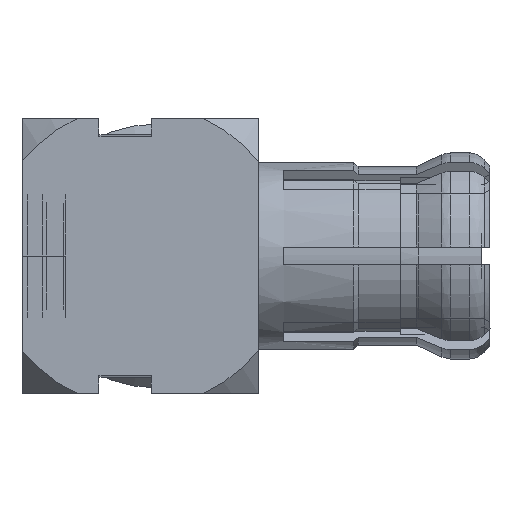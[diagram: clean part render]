
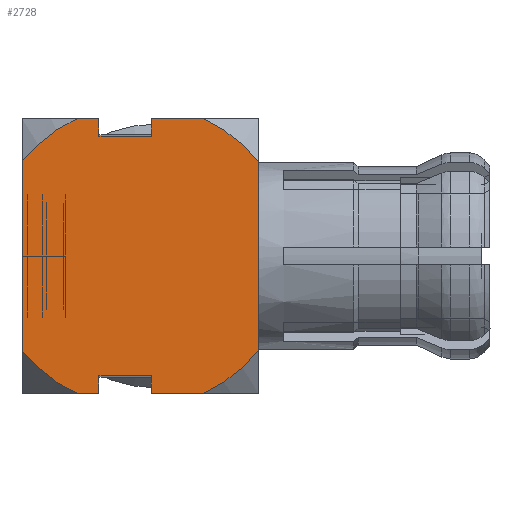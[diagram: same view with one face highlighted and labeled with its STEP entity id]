
A CAD part, left-side view. The second image highlights one B-rep face of the part: STEP entity #2728.
In plain terms, the highlighted face is planar.
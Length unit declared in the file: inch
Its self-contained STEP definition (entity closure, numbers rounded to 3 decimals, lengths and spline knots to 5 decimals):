
#45 = EDGE_CURVE ( 'NONE', #2281, #9301, #6900, .T. ) ;
#132 = EDGE_CURVE ( 'NONE', #7863, #4199, #10370, .T. ) ;
#366 = AXIS2_PLACEMENT_3D ( 'NONE', #7780, #11917, #2387 ) ;
#417 = DIRECTION ( 'NONE',  ( 0., 1., 0. ) ) ;
#490 = DIRECTION ( 'NONE',  ( 0., 0., -1. ) ) ;
#581 = VECTOR ( 'NONE', #8274, 39.37008 ) ;
#620 = CARTESIAN_POINT ( 'NONE',  ( 0.00394, 0.09843, 0.08563 ) ) ;
#770 = CARTESIAN_POINT ( 'NONE',  ( 0.04134, 0.09843, 0.08563 ) ) ;
#812 = EDGE_CURVE ( 'NONE', #12767, #2281, #9142, .T. ) ;
#988 = ORIENTED_EDGE ( 'NONE', *, *, #132, .F. ) ;
#1028 = DIRECTION ( 'NONE',  ( 0., 0., -1. ) ) ;
#1175 = ORIENTED_EDGE ( 'NONE', *, *, #9248, .T. ) ;
#1184 = DIRECTION ( 'NONE',  ( 0., 1., 0. ) ) ;
#1194 = DIRECTION ( 'NONE',  ( 0., 1., 0. ) ) ;
#1237 = EDGE_CURVE ( 'NONE', #11766, #10608, #1845, .T. ) ;
#1570 = LINE ( 'NONE', #3688, #8277 ) ;
#1746 = VERTEX_POINT ( 'NONE', #10293 ) ;
#1845 = CIRCLE ( 'NONE', #12743, 0.10827 ) ;
#1890 = DIRECTION ( 'NONE',  ( 0., 1., 0. ) ) ;
#1988 = VECTOR ( 'NONE', #2923, 39.37008 ) ;
#2013 = CARTESIAN_POINT ( 'NONE',  ( 0.09646, 0.09843, -0.09843 ) ) ;
#2043 = EDGE_CURVE ( 'NONE', #8876, #4199, #5795, .T. ) ;
#2091 = AXIS2_PLACEMENT_3D ( 'NONE', #4773, #1890, #5993 ) ;
#2102 = CARTESIAN_POINT ( 'NONE',  ( 0.00394, 0.09843, -0.09843 ) ) ;
#2281 = VERTEX_POINT ( 'NONE', #5761 ) ;
#2327 = ORIENTED_EDGE ( 'NONE', *, *, #812, .F. ) ;
#2334 = CARTESIAN_POINT ( 'NONE',  ( 0.01181, 0.09843, 0. ) ) ;
#2367 = LINE ( 'NONE', #5384, #7411 ) ;
#2387 = DIRECTION ( 'NONE',  ( -1., 0., 0. ) ) ;
#2580 = EDGE_CURVE ( 'NONE', #6943, #8876, #5093, .T. ) ;
#2674 = DIRECTION ( 'NONE',  ( -1., 0., 0. ) ) ;
#2728 = ADVANCED_FACE ( 'NONE', ( #11788 ), #11722, .T. ) ;
#2923 = DIRECTION ( 'NONE',  ( 0., 0., -1. ) ) ;
#2938 = CARTESIAN_POINT ( 'NONE',  ( -0.07283, 0.09843, -0.09843 ) ) ;
#3119 = CIRCLE ( 'NONE', #6615, 0.10827 ) ;
#3303 = VERTEX_POINT ( 'NONE', #7690 ) ;
#3523 = LINE ( 'NONE', #9980, #7625 ) ;
#3564 = CIRCLE ( 'NONE', #6394, 0.10827 ) ;
#3688 = CARTESIAN_POINT ( 'NONE',  ( 0.09646, 0.09843, 0.09843 ) ) ;
#3890 = CARTESIAN_POINT ( 'NONE',  ( 0.09646, 0.09843, 0.06751 ) ) ;
#3980 = DIRECTION ( 'NONE',  ( 0., 0., -1. ) ) ;
#4010 = EDGE_LOOP ( 'NONE', ( #10026, #11752, #988, #8427, #4221, #9641, #2327, #12342, #12232, #9729, #1175, #12932, #11742, #7484, #10719, #4955 ) ) ;
#4047 = CARTESIAN_POINT ( 'NONE',  ( -0.03329, 0.09843, -0.09843 ) ) ;
#4188 = DIRECTION ( 'NONE',  ( 0., 0., -1. ) ) ;
#4199 = VERTEX_POINT ( 'NONE', #12788 ) ;
#4221 = ORIENTED_EDGE ( 'NONE', *, *, #13016, .T. ) ;
#4567 = EDGE_CURVE ( 'NONE', #8161, #1746, #10802, .T. ) ;
#4643 = VERTEX_POINT ( 'NONE', #11055 ) ;
#4773 = CARTESIAN_POINT ( 'NONE',  ( 0.01181, 0.09843, 0. ) ) ;
#4912 = CARTESIAN_POINT ( 'NONE',  ( 0.04134, 0.09843, -0.09843 ) ) ;
#4955 = ORIENTED_EDGE ( 'NONE', *, *, #9199, .T. ) ;
#5026 = CARTESIAN_POINT ( 'NONE',  ( 0.09646, 0.09843, -0.06751 ) ) ;
#5069 = VERTEX_POINT ( 'NONE', #3890 ) ;
#5093 = LINE ( 'NONE', #2013, #581 ) ;
#5384 = CARTESIAN_POINT ( 'NONE',  ( 0.09646, 0.09843, -0.09843 ) ) ;
#5761 = CARTESIAN_POINT ( 'NONE',  ( 0.00394, 0.09843, 0.08563 ) ) ;
#5795 = CIRCLE ( 'NONE', #2091, 0.10827 ) ;
#5896 = CARTESIAN_POINT ( 'NONE',  ( 0.05692, 0.09843, -0.09843 ) ) ;
#5963 = CARTESIAN_POINT ( 'NONE',  ( -0.03329, 0.09843, 0.09843 ) ) ;
#5993 = DIRECTION ( 'NONE',  ( 0., 0., -1. ) ) ;
#6094 = VECTOR ( 'NONE', #2674, 39.37008 ) ;
#6376 = CARTESIAN_POINT ( 'NONE',  ( 0.01181, 0.09843, 0. ) ) ;
#6394 = AXIS2_PLACEMENT_3D ( 'NONE', #10851, #417, #490 ) ;
#6414 = EDGE_CURVE ( 'NONE', #3303, #5069, #3119, .T. ) ;
#6615 = AXIS2_PLACEMENT_3D ( 'NONE', #2334, #1184, #4188 ) ;
#6845 = DIRECTION ( 'NONE',  ( -1., 0., 0. ) ) ;
#6900 = LINE ( 'NONE', #8872, #13393 ) ;
#6943 = VERTEX_POINT ( 'NONE', #10951 ) ;
#6972 = LINE ( 'NONE', #770, #6990 ) ;
#6990 = VECTOR ( 'NONE', #3980, 39.37008 ) ;
#7411 = VECTOR ( 'NONE', #9674, 39.37008 ) ;
#7484 = ORIENTED_EDGE ( 'NONE', *, *, #12377, .T. ) ;
#7546 = EDGE_CURVE ( 'NONE', #7863, #9876, #3564, .T. ) ;
#7558 = CARTESIAN_POINT ( 'NONE',  ( 0.04134, 0.09843, -0.08563 ) ) ;
#7625 = VECTOR ( 'NONE', #10942, 39.37008 ) ;
#7690 = CARTESIAN_POINT ( 'NONE',  ( 0.05692, 0.09843, 0.09843 ) ) ;
#7780 = CARTESIAN_POINT ( 'NONE',  ( 0.09646, 0.09843, -0.09843 ) ) ;
#7863 = VERTEX_POINT ( 'NONE', #12940 ) ;
#8161 = VERTEX_POINT ( 'NONE', #7558 ) ;
#8274 = DIRECTION ( 'NONE',  ( -1., 0., 0. ) ) ;
#8277 = VECTOR ( 'NONE', #12878, 39.37008 ) ;
#8427 = ORIENTED_EDGE ( 'NONE', *, *, #7546, .T. ) ;
#8620 = DIRECTION ( 'NONE',  ( 0., 0., -1. ) ) ;
#8872 = CARTESIAN_POINT ( 'NONE',  ( 0.00394, 0.09843, 0.09843 ) ) ;
#8876 = VERTEX_POINT ( 'NONE', #4047 ) ;
#8895 = EDGE_CURVE ( 'NONE', #4643, #12767, #6972, .T. ) ;
#8990 = LINE ( 'NONE', #4912, #11984 ) ;
#9053 = DIRECTION ( 'NONE',  ( 0., 0., 1. ) ) ;
#9059 = VECTOR ( 'NONE', #10321, 39.37008 ) ;
#9142 = LINE ( 'NONE', #620, #6094 ) ;
#9199 = EDGE_CURVE ( 'NONE', #1746, #6943, #13338, .T. ) ;
#9227 = LINE ( 'NONE', #12217, #9059 ) ;
#9248 = EDGE_CURVE ( 'NONE', #5069, #11766, #2367, .T. ) ;
#9301 = VERTEX_POINT ( 'NONE', #12661 ) ;
#9641 = ORIENTED_EDGE ( 'NONE', *, *, #45, .F. ) ;
#9674 = DIRECTION ( 'NONE',  ( 0., 0., -1. ) ) ;
#9714 = CARTESIAN_POINT ( 'NONE',  ( 0.04134, 0.09843, -0.09843 ) ) ;
#9729 = ORIENTED_EDGE ( 'NONE', *, *, #6414, .T. ) ;
#9876 = VERTEX_POINT ( 'NONE', #5963 ) ;
#9909 = CARTESIAN_POINT ( 'NONE',  ( 0.09646, 0.09843, -0.08563 ) ) ;
#9980 = CARTESIAN_POINT ( 'NONE',  ( 0.09646, 0.09843, -0.09843 ) ) ;
#10026 = ORIENTED_EDGE ( 'NONE', *, *, #2580, .T. ) ;
#10293 = CARTESIAN_POINT ( 'NONE',  ( 0.00394, 0.09843, -0.08563 ) ) ;
#10321 = DIRECTION ( 'NONE',  ( 1., 0., 0. ) ) ;
#10370 = LINE ( 'NONE', #2938, #11188 ) ;
#10469 = CARTESIAN_POINT ( 'NONE',  ( 0.04134, 0.09843, 0.08563 ) ) ;
#10576 = EDGE_CURVE ( 'NONE', #10608, #11933, #3523, .T. ) ;
#10608 = VERTEX_POINT ( 'NONE', #5896 ) ;
#10719 = ORIENTED_EDGE ( 'NONE', *, *, #4567, .T. ) ;
#10802 = LINE ( 'NONE', #9909, #11778 ) ;
#10851 = CARTESIAN_POINT ( 'NONE',  ( 0.01181, 0.09843, 0. ) ) ;
#10942 = DIRECTION ( 'NONE',  ( -1., 0., 0. ) ) ;
#10951 = CARTESIAN_POINT ( 'NONE',  ( 0.00394, 0.09843, -0.09843 ) ) ;
#11055 = CARTESIAN_POINT ( 'NONE',  ( 0.04134, 0.09843, 0.09843 ) ) ;
#11188 = VECTOR ( 'NONE', #1028, 39.37008 ) ;
#11294 = EDGE_CURVE ( 'NONE', #4643, #3303, #1570, .T. ) ;
#11722 = PLANE ( 'NONE',  #366 ) ;
#11742 = ORIENTED_EDGE ( 'NONE', *, *, #10576, .T. ) ;
#11752 = ORIENTED_EDGE ( 'NONE', *, *, #2043, .T. ) ;
#11766 = VERTEX_POINT ( 'NONE', #5026 ) ;
#11778 = VECTOR ( 'NONE', #6845, 39.37008 ) ;
#11788 = FACE_OUTER_BOUND ( 'NONE', #4010, .T. ) ;
#11917 = DIRECTION ( 'NONE',  ( 0., 1., 0. ) ) ;
#11933 = VERTEX_POINT ( 'NONE', #9714 ) ;
#11984 = VECTOR ( 'NONE', #9053, 39.37008 ) ;
#12217 = CARTESIAN_POINT ( 'NONE',  ( 0.09646, 0.09843, 0.09843 ) ) ;
#12232 = ORIENTED_EDGE ( 'NONE', *, *, #11294, .T. ) ;
#12342 = ORIENTED_EDGE ( 'NONE', *, *, #8895, .F. ) ;
#12377 = EDGE_CURVE ( 'NONE', #11933, #8161, #8990, .T. ) ;
#12661 = CARTESIAN_POINT ( 'NONE',  ( 0.00394, 0.09843, 0.09843 ) ) ;
#12743 = AXIS2_PLACEMENT_3D ( 'NONE', #6376, #1194, #8620 ) ;
#12767 = VERTEX_POINT ( 'NONE', #10469 ) ;
#12788 = CARTESIAN_POINT ( 'NONE',  ( -0.07283, 0.09843, -0.06751 ) ) ;
#12878 = DIRECTION ( 'NONE',  ( 1., 0., 0. ) ) ;
#12932 = ORIENTED_EDGE ( 'NONE', *, *, #1237, .T. ) ;
#12940 = CARTESIAN_POINT ( 'NONE',  ( -0.07283, 0.09843, 0.06751 ) ) ;
#13016 = EDGE_CURVE ( 'NONE', #9876, #9301, #9227, .T. ) ;
#13020 = DIRECTION ( 'NONE',  ( 0., 0., 1. ) ) ;
#13338 = LINE ( 'NONE', #2102, #1988 ) ;
#13393 = VECTOR ( 'NONE', #13020, 39.37008 ) ;
